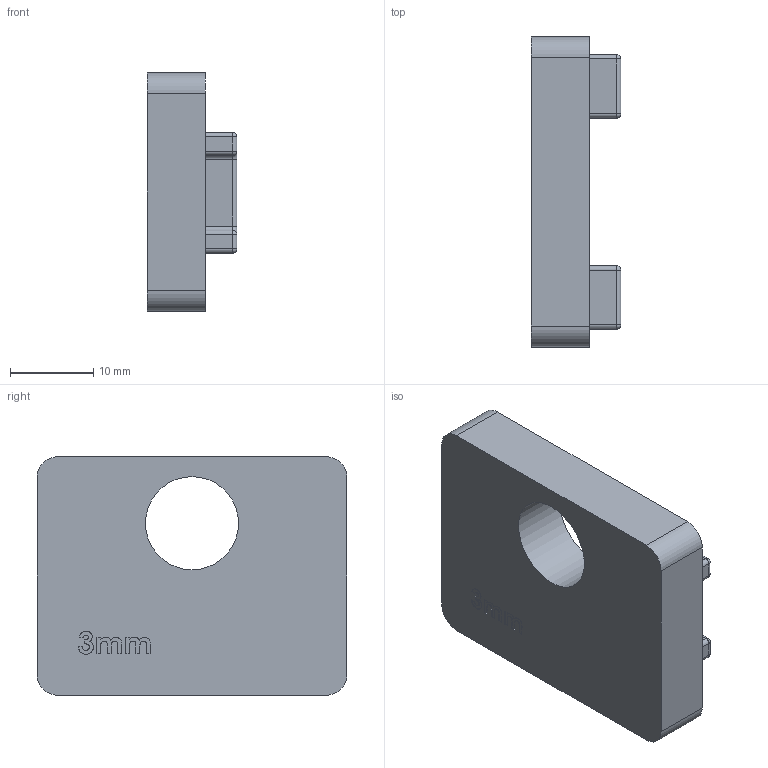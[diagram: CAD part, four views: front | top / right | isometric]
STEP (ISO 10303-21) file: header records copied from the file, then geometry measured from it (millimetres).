
FILE_DESCRIPTION (( 'STEP AP203' ), '1' );
FILE_NAME ('1403-GU.step', '2020-03-31T08:37:05', ( '' ), ( '' ), 'SwSTEP 2.0', 'SolidWorks 2015', '' );
FILE_SCHEMA (( 'CONFIG_CONTROL_DESIGN' ));
Length unit declared in the file: millimetre
Products named in the file (2): 1403-GU
Bounding box: 10.8 x 37.3 x 28.7 mm (x, y, z)
Volume: 7211 mm3; surface area: 3471.8 mm2
Topology: 1 solids, 1 shells, 459 faces, 1209 edges, 774 vertices
Faces by surface type: plane 224, bspline 158, cylinder 53, sphere 16, torus 8
Full cylindrical faces by diameter (mm): 11.2 x1
Entity records: 22447 total; most frequent: CARTESIAN_POINT 12057, ORIENTED_EDGE 2384, DIRECTION 1596, EDGE_CURVE 1192, VERTEX_POINT 774, LINE 762, VECTOR 762, EDGE_LOOP 500
